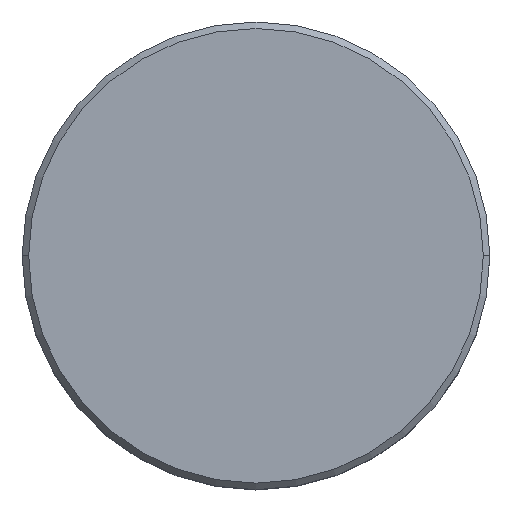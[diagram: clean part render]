
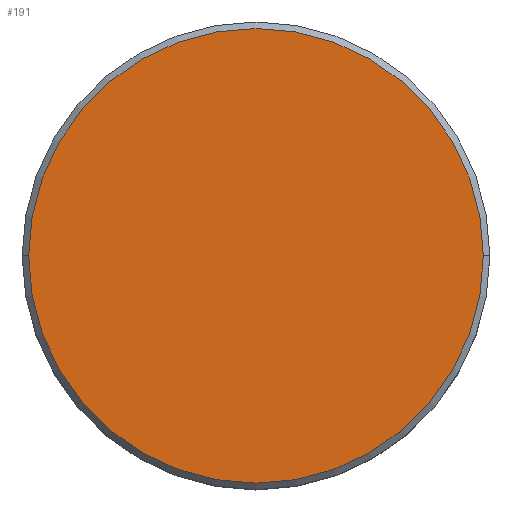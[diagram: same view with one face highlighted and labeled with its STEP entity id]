
A CAD part, top view. The second image highlights one B-rep face of the part: STEP entity #191.
In plain terms, the highlighted planar face has unit normal (0, 0, 1).
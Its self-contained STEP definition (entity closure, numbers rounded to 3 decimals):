
#3 = CARTESIAN_POINT ( 'NONE',  ( 0., 0., 0. ) ) ;
#45 = ORIENTED_EDGE ( 'NONE', *, *, #139, .T. ) ;
#46 = DIRECTION ( 'NONE',  ( 1., 0., 0. ) ) ;
#53 = ORIENTED_EDGE ( 'NONE', *, *, #126, .T. ) ;
#65 = CARTESIAN_POINT ( 'NONE',  ( 17.5, 0., 0. ) ) ;
#98 = DIRECTION ( 'NONE',  ( 0., 0., 1. ) ) ;
#103 = CIRCLE ( 'NONE', #201, 17.5 ) ;
#114 = CIRCLE ( 'NONE', #391, 17.5 ) ;
#126 = EDGE_CURVE ( 'NONE', #334, #428, #114, .T. ) ;
#130 = CARTESIAN_POINT ( 'NONE',  ( 0., 0., 0. ) ) ;
#136 = CARTESIAN_POINT ( 'NONE',  ( -17.5, 0., 0. ) ) ;
#139 = EDGE_CURVE ( 'NONE', #428, #334, #103, .T. ) ;
#191 = ADVANCED_FACE ( 'NONE', ( #218 ), #438, .T. ) ;
#197 = EDGE_LOOP ( 'NONE', ( #45, #53 ) ) ;
#198 = DIRECTION ( 'NONE',  ( 1., 0., 0. ) ) ;
#201 = AXIS2_PLACEMENT_3D ( 'NONE', #3, #358, #206 ) ;
#206 = DIRECTION ( 'NONE',  ( 1., 0., 0. ) ) ;
#218 = FACE_OUTER_BOUND ( 'NONE', #197, .T. ) ;
#263 = CARTESIAN_POINT ( 'NONE',  ( 0., 0., 0. ) ) ;
#334 = VERTEX_POINT ( 'NONE', #65 ) ;
#358 = DIRECTION ( 'NONE',  ( 0., 0., 1. ) ) ;
#373 = AXIS2_PLACEMENT_3D ( 'NONE', #263, #433, #46 ) ;
#391 = AXIS2_PLACEMENT_3D ( 'NONE', #130, #98, #198 ) ;
#428 = VERTEX_POINT ( 'NONE', #136 ) ;
#433 = DIRECTION ( 'NONE',  ( 0., 0., 1. ) ) ;
#438 = PLANE ( 'NONE',  #373 ) ;
